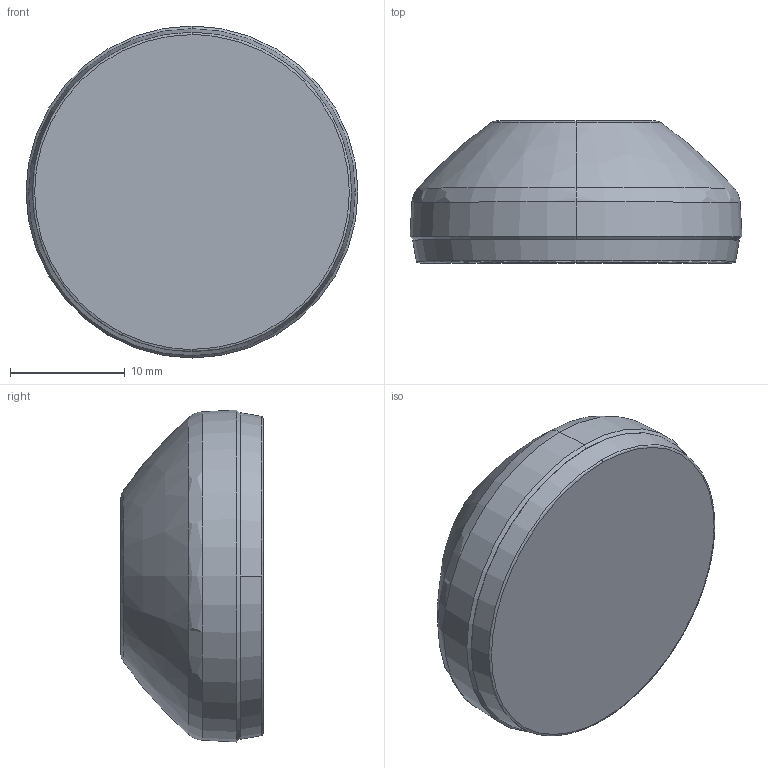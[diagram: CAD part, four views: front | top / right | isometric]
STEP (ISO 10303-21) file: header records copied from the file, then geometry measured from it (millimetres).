
FILE_DESCRIPTION (( 'STEP AP214' ), '1' );
FILE_NAME ('7410012', '2019-01-30T09:22:58', ( '' ), ('JUGARD+KÜNSTNER GmbH'), 'SwSTEP 2.0', 'SolidWorks 2017', '' );
FILE_SCHEMA (( 'AUTOMOTIVE_DESIGN' ));
Length unit declared in the file: millimetre
Products named in the file (3): 7410012; Part1; Part2
Assembly tree (2 placements, depth 2):
  7410012
    Part1
    Part2
Bounding box: 28.97 x 12.4 x 28.97 mm (x, y, z)
Volume: 6560 mm3; surface area: 3837 mm2
Topology: 2 solids, 2 shells, 45 faces, 95 edges, 52 vertices
Faces by surface type: bspline 24, cone 10, cylinder 6, plane 5
Entity records: 2605 total; most frequent: CARTESIAN_POINT 1131, DIRECTION 198, ORIENTED_EDGE 182, EDGE_CURVE 91, AXIS2_PLACEMENT_3D 91, CIRCLE 65, UNCERTAINTY_MEASURE_WITH_UNIT 52, VERTEX_POINT 52
